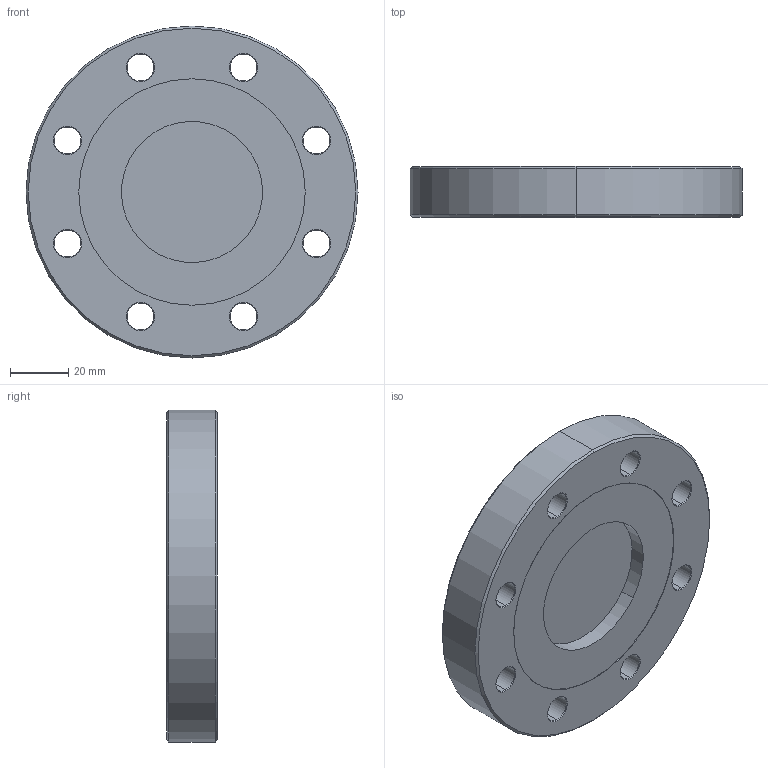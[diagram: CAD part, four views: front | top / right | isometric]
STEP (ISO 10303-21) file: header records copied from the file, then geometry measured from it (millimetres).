
FILE_DESCRIPTION (( 'STEP AP203' ), '1' );
FILE_NAME ('A4977-1-CF.STEP', '2020-10-16T14:50:25', ( '' ), ( '' ), 'SwSTEP 2.0', 'SolidWorks 2020', '' );
FILE_SCHEMA (( 'CONFIG_CONTROL_DESIGN' ));
Length unit declared in the file: inch
Products named in the file (1): A4977-1-CF
Bounding box: 113.54 x 17.27 x 113.54 mm (x, y, z)
Volume: 131272.1 mm3; surface area: 37484 mm2
Topology: 2 solids, 3 shells, 98 faces, 234 edges, 142 vertices
Faces by surface type: cylinder 42, cone 38, plane 14, torus 4
Entity records: 2991 total; most frequent: DIRECTION 570, CARTESIAN_POINT 499, ORIENTED_EDGE 468, AXIS2_PLACEMENT_3D 245, EDGE_CURVE 234, CIRCLE 146, VERTEX_POINT 142, EDGE_LOOP 118
